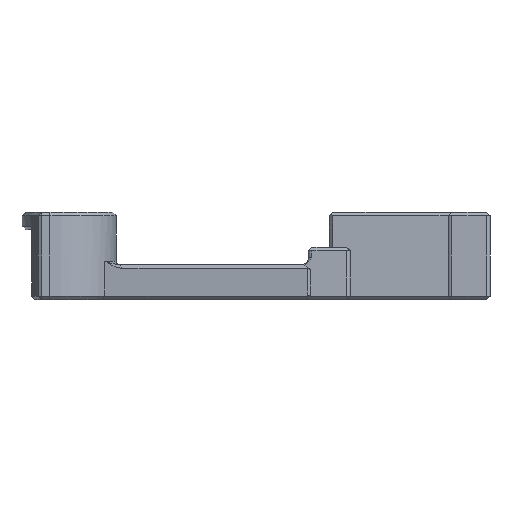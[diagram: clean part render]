
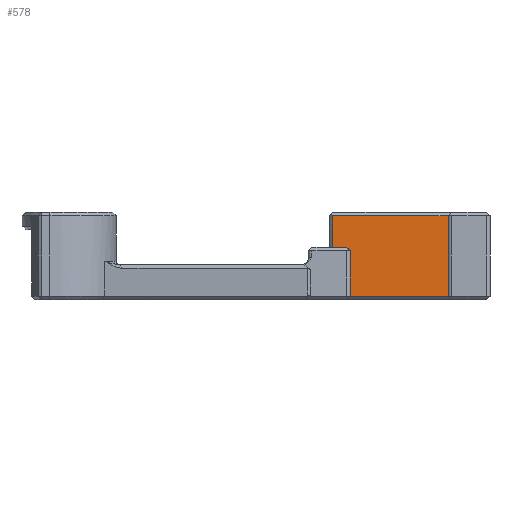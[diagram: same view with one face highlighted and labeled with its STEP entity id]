
A CAD part, left-side view. The second image highlights one B-rep face of the part: STEP entity #578.
In plain terms, the highlighted planar face has unit normal (-1, 0, 0).
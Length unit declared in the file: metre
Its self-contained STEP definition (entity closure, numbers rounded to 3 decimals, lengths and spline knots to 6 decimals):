
#578 = ADVANCED_FACE( '', ( #1159 ), #1160, .T. );
#1159 = FACE_OUTER_BOUND( '', #1803, .T. );
#1160 = PLANE( '', #1804 );
#1803 = EDGE_LOOP( '', ( #3450, #3451, #3452, #3453, #3454, #3455, #3456 ) );
#1804 = AXIS2_PLACEMENT_3D( '', #3457, #3458, #3459 );
#3450 = ORIENTED_EDGE( '', *, *, #3781, .T. );
#3451 = ORIENTED_EDGE( '', *, *, #3903, .T. );
#3452 = ORIENTED_EDGE( '', *, *, #3602, .T. );
#3453 = ORIENTED_EDGE( '', *, *, #3802, .T. );
#3454 = ORIENTED_EDGE( '', *, *, #4093, .T. );
#3455 = ORIENTED_EDGE( '', *, *, #4050, .F. );
#3456 = ORIENTED_EDGE( '', *, *, #3645, .T. );
#3457 = CARTESIAN_POINT( '', ( 0.0395, -0.091102, 0.025 ) );
#3458 = DIRECTION( '', ( -1., 0., 0. ) );
#3459 = DIRECTION( '', ( 0., -1., 0. ) );
#3602 = EDGE_CURVE( '', #4182, #4308, #4357, .T. );
#3645 = EDGE_CURVE( '', #4427, #4425, #4428, .T. );
#3781 = EDGE_CURVE( '', #4425, #4637, #4639, .T. );
#3802 = EDGE_CURVE( '', #4308, #4662, #4665, .T. );
#3903 = EDGE_CURVE( '', #4637, #4182, #4803, .T. );
#4050 = EDGE_CURVE( '', #4427, #4974, #4975, .T. );
#4093 = EDGE_CURVE( '', #4662, #4974, #5022, .T. );
#4182 = VERTEX_POINT( '', #5167 );
#4308 = VERTEX_POINT( '', #5340 );
#4357 = LINE( '', #5435, #5436 );
#4425 = VERTEX_POINT( '', #5524 );
#4427 = VERTEX_POINT( '', #5527 );
#4428 = LINE( '', #5528, #5529 );
#4637 = VERTEX_POINT( '', #5918 );
#4639 = LINE( '', #5921, #5922 );
#4662 = VERTEX_POINT( '', #5957 );
#4665 = LINE( '', #5961, #5962 );
#4803 = LINE( '', #6216, #6217 );
#4974 = VERTEX_POINT( '', #6466 );
#4975 = LINE( '', #6467, #6468 );
#5022 = LINE( '', #6534, #6535 );
#5167 = CARTESIAN_POINT( '', ( 0.0395, -0.006, 0.014 ) );
#5340 = CARTESIAN_POINT( '', ( 0.0395, -0.006, 0.001 ) );
#5435 = CARTESIAN_POINT( '', ( 0.0395, -0.006, 0.025 ) );
#5436 = VECTOR( '', #6715, 1. );
#5524 = CARTESIAN_POINT( '', ( 0.0395, -0.007, 0.024 ) );
#5527 = CARTESIAN_POINT( '', ( 0.0395, -0.046, 0.024 ) );
#5528 = CARTESIAN_POINT( '', ( 0.0395, -0.091102, 0.024 ) );
#5529 = VECTOR( '', #6773, 1. );
#5918 = CARTESIAN_POINT( '', ( 0.0395, -0.007, 0.014 ) );
#5921 = CARTESIAN_POINT( '', ( 0.0395, -0.007, 0.015 ) );
#5922 = VECTOR( '', #6911, 1. );
#5957 = CARTESIAN_POINT( '', ( 0.0395, -0.049, 0.001 ) );
#5961 = CARTESIAN_POINT( '', ( 0.0395, -0.05, 0.001 ) );
#5962 = VECTOR( '', #6929, 1. );
#6216 = CARTESIAN_POINT( '', ( 0.0395, -0.091102, 0.014 ) );
#6217 = VECTOR( '', #7026, 1. );
#6466 = CARTESIAN_POINT( '', ( 0.0395, -0.046, 0.004 ) );
#6467 = CARTESIAN_POINT( '', ( 0.0395, -0.046, 0.025 ) );
#6468 = VECTOR( '', #7167, 1. );
#6534 = CARTESIAN_POINT( '', ( 0.0395, -0.05, 0. ) );
#6535 = VECTOR( '', #7203, 1. );
#6715 = DIRECTION( '', ( 0., 0., -1. ) );
#6773 = DIRECTION( '', ( 0., 1., 0. ) );
#6911 = DIRECTION( '', ( 0., 0., -1. ) );
#6929 = DIRECTION( '', ( 0., -1., 0. ) );
#7026 = DIRECTION( '', ( 0., 1., 0. ) );
#7167 = DIRECTION( '', ( 0., 0., -1. ) );
#7203 = DIRECTION( '', ( 0., 0.707, 0.707 ) );
